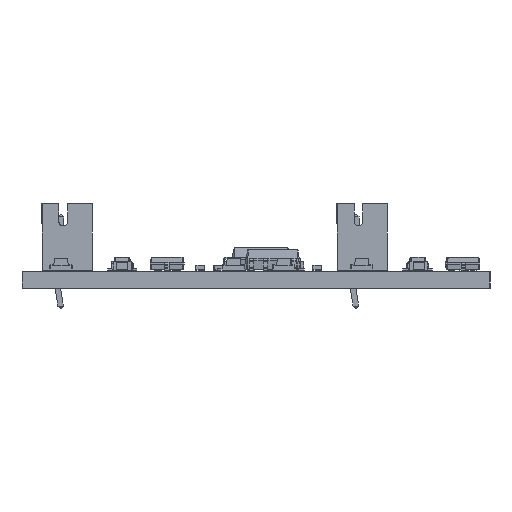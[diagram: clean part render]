
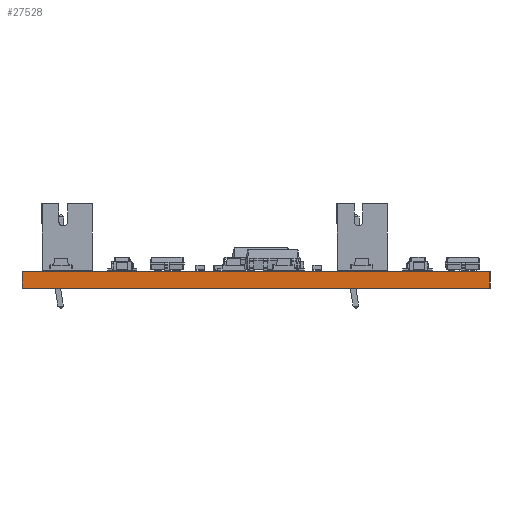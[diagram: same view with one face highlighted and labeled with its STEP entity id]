
A CAD part, left-side view. The second image highlights one B-rep face of the part: STEP entity #27528.
In plain terms, the highlighted planar face has unit normal (-1, 0, 0).
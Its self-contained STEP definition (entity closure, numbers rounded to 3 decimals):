
#27472 = VERTEX_POINT('',#27473);
#27473 = CARTESIAN_POINT('',(96.5,-88.5,1.51));
#27479 = EDGE_CURVE('',#27480,#27472,#27482,.T.);
#27480 = VERTEX_POINT('',#27481);
#27481 = CARTESIAN_POINT('',(96.5,-88.5,0.));
#27482 = LINE('',#27483,#27484);
#27483 = CARTESIAN_POINT('',(96.5,-88.5,0.));
#27484 = VECTOR('',#27485,1.);
#27485 = DIRECTION('',(0.,0.,1.));
#27528 = ADVANCED_FACE('',(#27529),#27554,.T.);
#27529 = FACE_BOUND('',#27530,.T.);
#27530 = EDGE_LOOP('',(#27531,#27532,#27540,#27548));
#27531 = ORIENTED_EDGE('',*,*,#27479,.T.);
#27532 = ORIENTED_EDGE('',*,*,#27533,.T.);
#27533 = EDGE_CURVE('',#27472,#27534,#27536,.T.);
#27534 = VERTEX_POINT('',#27535);
#27535 = CARTESIAN_POINT('',(96.5,-46.5,1.51));
#27536 = LINE('',#27537,#27538);
#27537 = CARTESIAN_POINT('',(96.5,-88.5,1.51));
#27538 = VECTOR('',#27539,1.);
#27539 = DIRECTION('',(0.,1.,0.));
#27540 = ORIENTED_EDGE('',*,*,#27541,.F.);
#27541 = EDGE_CURVE('',#27542,#27534,#27544,.T.);
#27542 = VERTEX_POINT('',#27543);
#27543 = CARTESIAN_POINT('',(96.5,-46.5,0.));
#27544 = LINE('',#27545,#27546);
#27545 = CARTESIAN_POINT('',(96.5,-46.5,0.));
#27546 = VECTOR('',#27547,1.);
#27547 = DIRECTION('',(0.,0.,1.));
#27548 = ORIENTED_EDGE('',*,*,#27549,.F.);
#27549 = EDGE_CURVE('',#27480,#27542,#27550,.T.);
#27550 = LINE('',#27551,#27552);
#27551 = CARTESIAN_POINT('',(96.5,-88.5,0.));
#27552 = VECTOR('',#27553,1.);
#27553 = DIRECTION('',(0.,1.,0.));
#27554 = PLANE('',#27555);
#27555 = AXIS2_PLACEMENT_3D('',#27556,#27557,#27558);
#27556 = CARTESIAN_POINT('',(96.5,-88.5,0.));
#27557 = DIRECTION('',(-1.,0.,0.));
#27558 = DIRECTION('',(0.,1.,0.));
